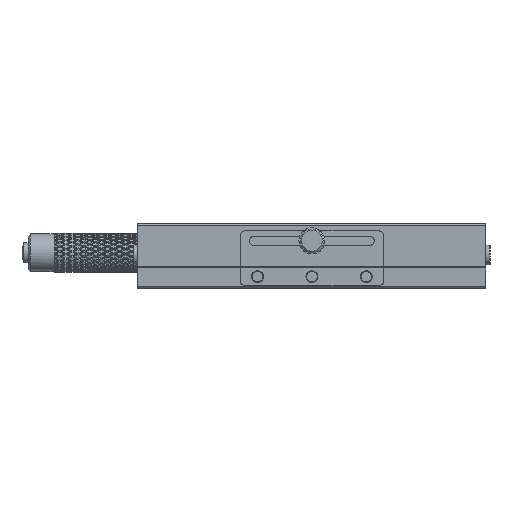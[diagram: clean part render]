
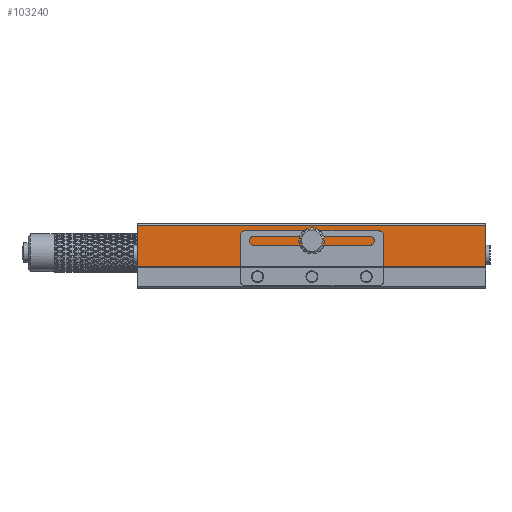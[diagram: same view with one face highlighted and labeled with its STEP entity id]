
A CAD part, front view. The second image highlights one B-rep face of the part: STEP entity #103240.
In plain terms, the highlighted planar face has unit normal (0, -1, 0).
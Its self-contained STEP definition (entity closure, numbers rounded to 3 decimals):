
#2832 = ORIENTED_EDGE ( 'NONE', *, *, #88261, .F. ) ;
#3937 = EDGE_CURVE ( 'NONE', #77791, #104582, #116317, .T. ) ;
#6295 = LINE ( 'NONE', #45443, #88822 ) ;
#6683 = ORIENTED_EDGE ( 'NONE', *, *, #73272, .T. ) ;
#22821 = VECTOR ( 'NONE', #54886, 1000. ) ;
#31546 = AXIS2_PLACEMENT_3D ( 'NONE', #64992, #117337, #94827 ) ;
#36642 = PLANE ( 'NONE',  #80025 ) ;
#36897 = VERTEX_POINT ( 'NONE', #106536 ) ;
#45443 = CARTESIAN_POINT ( 'NONE',  ( -80., -80., 10. ) ) ;
#47201 = CARTESIAN_POINT ( 'NONE',  ( -80., -80., 29. ) ) ;
#47850 = DIRECTION ( 'NONE',  ( 0., -1., 0. ) ) ;
#54886 = DIRECTION ( 'NONE',  ( 0., 0., -1. ) ) ;
#61149 = ORIENTED_EDGE ( 'NONE', *, *, #3937, .F. ) ;
#62588 = VERTEX_POINT ( 'NONE', #79578 ) ;
#63935 = EDGE_CURVE ( 'NONE', #36897, #36897, #128965, .T. ) ;
#64858 = LINE ( 'NONE', #126519, #22821 ) ;
#64992 = CARTESIAN_POINT ( 'NONE',  ( 0., -80., 22. ) ) ;
#65646 = CARTESIAN_POINT ( 'NONE',  ( -80., -80., 29. ) ) ;
#67115 = DIRECTION ( 'NONE',  ( -1., 0., 0. ) ) ;
#70290 = VECTOR ( 'NONE', #95105, 1000. ) ;
#72993 = ORIENTED_EDGE ( 'NONE', *, *, #110007, .T. ) ;
#73272 = EDGE_CURVE ( 'NONE', #103721, #62588, #64858, .T. ) ;
#73642 = LINE ( 'NONE', #65646, #89255 ) ;
#77791 = VERTEX_POINT ( 'NONE', #103298 ) ;
#79578 = CARTESIAN_POINT ( 'NONE',  ( -80., -80., 10. ) ) ;
#80025 = AXIS2_PLACEMENT_3D ( 'NONE', #47201, #47850, #67115 ) ;
#84877 = DIRECTION ( 'NONE',  ( 1., 0., 0. ) ) ;
#87803 = DIRECTION ( 'NONE',  ( 1., 0., 0. ) ) ;
#88261 = EDGE_CURVE ( 'NONE', #103721, #77791, #73642, .T. ) ;
#88822 = VECTOR ( 'NONE', #87803, 1000. ) ;
#89255 = VECTOR ( 'NONE', #84877, 1000. ) ;
#94827 = DIRECTION ( 'NONE',  ( 1., 0., 0. ) ) ;
#95105 = DIRECTION ( 'NONE',  ( 0., 0., -1. ) ) ;
#97186 = ORIENTED_EDGE ( 'NONE', *, *, #63935, .T. ) ;
#100183 = FACE_BOUND ( 'NONE', #124008, .T. ) ;
#103240 = ADVANCED_FACE ( 'NONE', ( #128151, #100183 ), #36642, .T. ) ;
#103298 = CARTESIAN_POINT ( 'NONE',  ( 80., -80., 29. ) ) ;
#103721 = VERTEX_POINT ( 'NONE', #119306 ) ;
#104582 = VERTEX_POINT ( 'NONE', #126323 ) ;
#106536 = CARTESIAN_POINT ( 'NONE',  ( 4., -80., 22. ) ) ;
#107001 = CARTESIAN_POINT ( 'NONE',  ( 80., -80., 30. ) ) ;
#109394 = EDGE_LOOP ( 'NONE', ( #6683, #72993, #61149, #2832 ) ) ;
#110007 = EDGE_CURVE ( 'NONE', #62588, #104582, #6295, .T. ) ;
#116317 = LINE ( 'NONE', #107001, #70290 ) ;
#117337 = DIRECTION ( 'NONE',  ( 0., 1., 0. ) ) ;
#119306 = CARTESIAN_POINT ( 'NONE',  ( -80., -80., 29. ) ) ;
#124008 = EDGE_LOOP ( 'NONE', ( #97186 ) ) ;
#126323 = CARTESIAN_POINT ( 'NONE',  ( 80., -80., 10. ) ) ;
#126519 = CARTESIAN_POINT ( 'NONE',  ( -80., -80., 30. ) ) ;
#128151 = FACE_OUTER_BOUND ( 'NONE', #109394, .T. ) ;
#128965 = CIRCLE ( 'NONE', #31546, 4. ) ;
